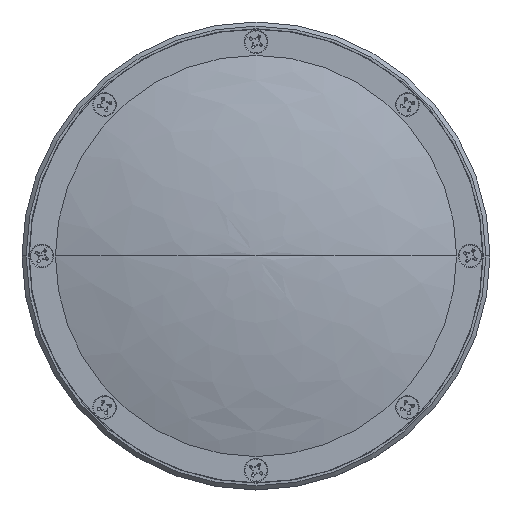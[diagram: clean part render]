
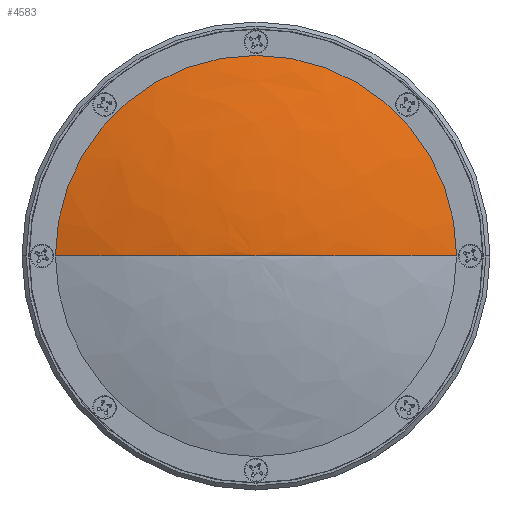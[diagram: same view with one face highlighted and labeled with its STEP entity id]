
A CAD part, top view. The second image highlights one B-rep face of the part: STEP entity #4583.
In plain terms, the highlighted free-form (B-spline) face has degree [3, 3] with [4, 4] control points.
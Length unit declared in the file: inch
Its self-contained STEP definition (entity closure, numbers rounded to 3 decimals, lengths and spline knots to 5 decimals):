
#144 = CARTESIAN_POINT ( 'NONE',  ( -1.28009, 2.56019, 0.31912 ) ) ;
#378 = CARTESIAN_POINT ( 'NONE',  ( -1.92027, 0., 0.134 ) ) ;
#448 = B_SPLINE_CURVE_WITH_KNOTS ( 'NONE', 3,
 ( #818, #7351, #9247, #8328 ),
 .UNSPECIFIED., .F., .F.,
 ( 4, 4 ),
 ( 0.08354, 0.91889 ),
 .UNSPECIFIED. ) ;
#818 = CARTESIAN_POINT ( 'NONE',  ( 0., 0., 0.41834 ) ) ;
#1065 = CARTESIAN_POINT ( 'NONE',  ( 1.92027, 0., 0.134 ) ) ;
#1106 = EDGE_CURVE ( 'NONE', #1815, #9932, #448, .T. ) ;
#1421 = EDGE_CURVE ( 'NONE', #1815, #6929, #3662, .T. ) ;
#1521 = DIRECTION ( 'NONE',  ( 1., 0., 0. ) ) ;
#1815 = VERTEX_POINT ( 'NONE', #8365 ) ;
#2035 = CARTESIAN_POINT ( 'NONE',  ( 0., 0., 0.41834 ) ) ;
#2267 = CARTESIAN_POINT ( 'NONE',  ( -1.28009, 0., 0.31912 ) ) ;
#2502 = ORIENTED_EDGE ( 'NONE', *, *, #9161, .F. ) ;
#2712 = CARTESIAN_POINT ( 'NONE',  ( -0.64, 1.28, 0.42003 ) ) ;
#3184 = CARTESIAN_POINT ( 'NONE',  ( -0.64, 0., 0.42003 ) ) ;
#3294 = CARTESIAN_POINT ( 'NONE',  ( 0., 0., 0.134 ) ) ;
#3662 = B_SPLINE_CURVE_WITH_KNOTS ( 'NONE', 3,
 ( #11705, #3184, #2267, #378 ),
 .UNSPECIFIED., .F., .F.,
 ( 4, 4 ),
 ( 0.08354, 0.91889 ),
 .UNSPECIFIED. ) ;
#3819 = CARTESIAN_POINT ( 'NONE',  ( 0., 0., 0.41834 ) ) ;
#4583 = ADVANCED_FACE ( 'NONE', ( #6637 ), #9984, .F. ) ;
#4622 = CARTESIAN_POINT ( 'NONE',  ( -1.92027, 3.84054, 0.134 ) ) ;
#4826 = CARTESIAN_POINT ( 'NONE',  ( -1.92027, 0., 0.134 ) ) ;
#4861 = CIRCLE ( 'NONE', #6414, 1.92027 ) ;
#5538 = CARTESIAN_POINT ( 'NONE',  ( -0.64, 0., 0.42003 ) ) ;
#5721 = CARTESIAN_POINT ( 'NONE',  ( 1.28009, 2.56019, 0.31912 ) ) ;
#6260 = CARTESIAN_POINT ( 'NONE',  ( 1.92027, 0., 0.134 ) ) ;
#6414 = AXIS2_PLACEMENT_3D ( 'NONE', #3294, #9910, #1521 ) ;
#6491 = EDGE_LOOP ( 'NONE', ( #6765, #10831, #2502 ) ) ;
#6637 = FACE_OUTER_BOUND ( 'NONE', #6491, .T. ) ;
#6765 = ORIENTED_EDGE ( 'NONE', *, *, #1421, .F. ) ;
#6929 = VERTEX_POINT ( 'NONE', #4826 ) ;
#7351 = CARTESIAN_POINT ( 'NONE',  ( 0.64, 0., 0.42003 ) ) ;
#7540 = CARTESIAN_POINT ( 'NONE',  ( 0., 0., 0.41834 ) ) ;
#8328 = CARTESIAN_POINT ( 'NONE',  ( 1.92027, 0., 0.134 ) ) ;
#8365 = CARTESIAN_POINT ( 'NONE',  ( 0., 0., 0.41834 ) ) ;
#9161 = EDGE_CURVE ( 'NONE', #6929, #9932, #4861, .T. ) ;
#9247 = CARTESIAN_POINT ( 'NONE',  ( 1.28009, 0., 0.31912 ) ) ;
#9381 = CARTESIAN_POINT ( 'NONE',  ( -1.28009, 0., 0.31912 ) ) ;
#9442 = CARTESIAN_POINT ( 'NONE',  ( 1.28009, 0., 0.31912 ) ) ;
#9910 = DIRECTION ( 'NONE',  ( 0., 0., -1. ) ) ;
#9932 = VERTEX_POINT ( 'NONE', #6260 ) ;
#9984 =( BOUNDED_SURFACE ( )  B_SPLINE_SURFACE ( 3, 3, ( 
 ( #10433, #2035, #3819, #7540 ),
 ( #5538, #2712, #10374, #12089 ),
 ( #9381, #144, #5721, #9442 ),
 ( #11172, #4622, #10249, #1065 ) ),
 .UNSPECIFIED., .F., .F., .F. ) 
 B_SPLINE_SURFACE_WITH_KNOTS ( ( 4, 4 ),
 ( 4, 4 ),
 ( 0.08354, 0.91889 ),
 ( 0., 1. ),
 .UNSPECIFIED. ) 
 GEOMETRIC_REPRESENTATION_ITEM ( )  RATIONAL_B_SPLINE_SURFACE ( (
 ( 1., 0.333, 0.333, 1.),
 ( 1., 0.333, 0.333, 1.),
 ( 1., 0.333, 0.333, 1.),
 ( 1., 0.333, 0.333, 1.) ) ) 
 REPRESENTATION_ITEM ( '' )  SURFACE ( )  );
#10249 = CARTESIAN_POINT ( 'NONE',  ( 1.92027, 3.84054, 0.134 ) ) ;
#10374 = CARTESIAN_POINT ( 'NONE',  ( 0.64, 1.28, 0.42003 ) ) ;
#10433 = CARTESIAN_POINT ( 'NONE',  ( 0., 0., 0.41834 ) ) ;
#10831 = ORIENTED_EDGE ( 'NONE', *, *, #1106, .T. ) ;
#11172 = CARTESIAN_POINT ( 'NONE',  ( -1.92027, 0., 0.134 ) ) ;
#11705 = CARTESIAN_POINT ( 'NONE',  ( 0., 0., 0.41834 ) ) ;
#12089 = CARTESIAN_POINT ( 'NONE',  ( 0.64, 0., 0.42003 ) ) ;
